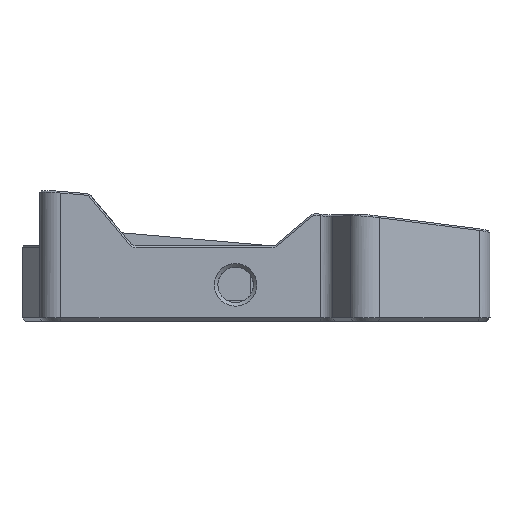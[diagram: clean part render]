
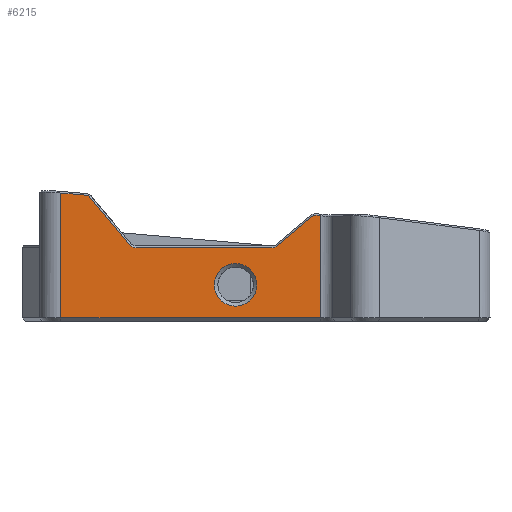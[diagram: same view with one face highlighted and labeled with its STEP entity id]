
A CAD part, left-side view. The second image highlights one B-rep face of the part: STEP entity #6215.
In plain terms, the highlighted planar face has unit normal (-1, 0, 0).
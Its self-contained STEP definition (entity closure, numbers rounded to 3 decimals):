
#71=FACE_BOUND('',#810,.T.);
#88=B_SPLINE_CURVE_WITH_KNOTS('',3,(#9019,#9020,#9021,#9022),
 .UNSPECIFIED.,.F.,.F.,(4,4),(0.887,0.898),
 .UNSPECIFIED.);
#89=B_SPLINE_CURVE_WITH_KNOTS('',3,(#9026,#9027,#9028,#9029),
 .UNSPECIFIED.,.F.,.F.,(4,4),(0.783,0.801),
 .UNSPECIFIED.);
#90=B_SPLINE_CURVE_WITH_KNOTS('',3,(#9031,#9032,#9033,#9034),
 .UNSPECIFIED.,.F.,.F.,(4,4),(0.801,1.571),
 .UNSPECIFIED.);
#91=B_SPLINE_CURVE_WITH_KNOTS('',3,(#9036,#9037,#9038,#9039),
 .UNSPECIFIED.,.F.,.F.,(4,4),(-4.317,-4.312),
 .UNSPECIFIED.);
#92=B_SPLINE_CURVE_WITH_KNOTS('',3,(#9051,#9052,#9053,#9054),
 .UNSPECIFIED.,.F.,.F.,(4,4),(0.544,0.549),
 .UNSPECIFIED.);
#93=B_SPLINE_CURVE_WITH_KNOTS('',3,(#9056,#9057,#9058,#9059),
 .UNSPECIFIED.,.F.,.F.,(4,4),(-1.571,-0.801),
 .UNSPECIFIED.);
#94=B_SPLINE_CURVE_WITH_KNOTS('',3,(#9061,#9062,#9063,#9064),
 .UNSPECIFIED.,.F.,.F.,(4,4),(-0.801,-0.783),
 .UNSPECIFIED.);
#168=PLANE('',#6607);
#438=FACE_OUTER_BOUND('',#809,.T.);
#809=EDGE_LOOP('',(#4247,#4248,#4249,#4250,#4251,#4252,#4253,#4254,#4255,
#4256,#4257,#4258,#4259,#4260,#4261,#4262,#4263));
#810=EDGE_LOOP('',(#4264));
#1197=LINE('',#9024,#1815);
#1198=LINE('',#9041,#1816);
#1199=LINE('',#9045,#1817);
#1200=LINE('',#9049,#1818);
#1201=LINE('',#9066,#1819);
#1202=LINE('',#9068,#1820);
#1203=LINE('',#9070,#1821);
#1204=LINE('',#9071,#1822);
#1815=VECTOR('',#7215,10.);
#1816=VECTOR('',#7216,10.);
#1817=VECTOR('',#7219,10.);
#1818=VECTOR('',#7222,10.);
#1819=VECTOR('',#7223,10.);
#1820=VECTOR('',#7224,10.);
#1821=VECTOR('',#7225,10.);
#1822=VECTOR('',#7226,10.);
#2431=CIRCLE('',#6599,6.);
#2438=CIRCLE('',#6608,2.5);
#2439=CIRCLE('',#6609,2.5);
#2679=VERTEX_POINT('',#8999);
#2686=VERTEX_POINT('',#9017);
#2687=VERTEX_POINT('',#9018);
#2688=VERTEX_POINT('',#9023);
#2689=VERTEX_POINT('',#9025);
#2690=VERTEX_POINT('',#9030);
#2691=VERTEX_POINT('',#9035);
#2692=VERTEX_POINT('',#9040);
#2693=VERTEX_POINT('',#9042);
#2694=VERTEX_POINT('',#9044);
#2695=VERTEX_POINT('',#9046);
#2696=VERTEX_POINT('',#9048);
#2697=VERTEX_POINT('',#9050);
#2698=VERTEX_POINT('',#9055);
#2699=VERTEX_POINT('',#9060);
#2700=VERTEX_POINT('',#9065);
#2701=VERTEX_POINT('',#9067);
#2702=VERTEX_POINT('',#9069);
#3276=EDGE_CURVE('',#2679,#2679,#2431,.T.);
#3285=EDGE_CURVE('',#2686,#2687,#88,.T.);
#3286=EDGE_CURVE('',#2687,#2688,#1197,.T.);
#3287=EDGE_CURVE('',#2688,#2689,#89,.T.);
#3288=EDGE_CURVE('',#2689,#2690,#90,.T.);
#3289=EDGE_CURVE('',#2690,#2691,#91,.T.);
#3290=EDGE_CURVE('',#2691,#2692,#1198,.T.);
#3291=EDGE_CURVE('',#2692,#2693,#2438,.T.);
#3292=EDGE_CURVE('',#2693,#2694,#1199,.T.);
#3293=EDGE_CURVE('',#2694,#2695,#2439,.T.);
#3294=EDGE_CURVE('',#2695,#2696,#1200,.T.);
#3295=EDGE_CURVE('',#2696,#2697,#92,.T.);
#3296=EDGE_CURVE('',#2697,#2698,#93,.T.);
#3297=EDGE_CURVE('',#2698,#2699,#94,.T.);
#3298=EDGE_CURVE('',#2699,#2700,#1201,.T.);
#3299=EDGE_CURVE('',#2700,#2701,#1202,.T.);
#3300=EDGE_CURVE('',#2701,#2702,#1203,.T.);
#3301=EDGE_CURVE('',#2702,#2686,#1204,.T.);
#4247=ORIENTED_EDGE('',*,*,#3285,.T.);
#4248=ORIENTED_EDGE('',*,*,#3286,.T.);
#4249=ORIENTED_EDGE('',*,*,#3287,.T.);
#4250=ORIENTED_EDGE('',*,*,#3288,.T.);
#4251=ORIENTED_EDGE('',*,*,#3289,.T.);
#4252=ORIENTED_EDGE('',*,*,#3290,.T.);
#4253=ORIENTED_EDGE('',*,*,#3291,.T.);
#4254=ORIENTED_EDGE('',*,*,#3292,.T.);
#4255=ORIENTED_EDGE('',*,*,#3293,.T.);
#4256=ORIENTED_EDGE('',*,*,#3294,.T.);
#4257=ORIENTED_EDGE('',*,*,#3295,.T.);
#4258=ORIENTED_EDGE('',*,*,#3296,.T.);
#4259=ORIENTED_EDGE('',*,*,#3297,.T.);
#4260=ORIENTED_EDGE('',*,*,#3298,.T.);
#4261=ORIENTED_EDGE('',*,*,#3299,.T.);
#4262=ORIENTED_EDGE('',*,*,#3300,.T.);
#4263=ORIENTED_EDGE('',*,*,#3301,.T.);
#4264=ORIENTED_EDGE('',*,*,#3276,.F.);
#6215=ADVANCED_FACE('',(#438,#71),#168,.F.);
#6599=AXIS2_PLACEMENT_3D('',#9000,#7195,#7196);
#6607=AXIS2_PLACEMENT_3D('',#9016,#7213,#7214);
#6608=AXIS2_PLACEMENT_3D('',#9043,#7217,#7218);
#6609=AXIS2_PLACEMENT_3D('',#9047,#7220,#7221);
#7195=DIRECTION('center_axis',(-1.,0.,0.));
#7196=DIRECTION('ref_axis',(0.,1.,0.));
#7213=DIRECTION('center_axis',(1.,0.,0.));
#7214=DIRECTION('ref_axis',(0.,-1.,0.));
#7215=DIRECTION('',(0.,0.996,0.087));
#7216=DIRECTION('',(0.,0.766,-0.643));
#7217=DIRECTION('center_axis',(1.,0.,0.));
#7218=DIRECTION('ref_axis',(0.,-0.342,-0.94));
#7219=DIRECTION('',(0.,1.,0.));
#7220=DIRECTION('center_axis',(1.,0.,0.));
#7221=DIRECTION('ref_axis',(0.,0.423,-0.906));
#7222=DIRECTION('',(0.,0.643,0.766));
#7223=DIRECTION('',(0.,0.996,0.087));
#7224=DIRECTION('',(0.,0.,-1.));
#7225=DIRECTION('',(0.,-1.,0.));
#7226=DIRECTION('',(0.,0.,1.));
#8999=CARTESIAN_POINT('',(6.76,-61.281,1.003));
#9000=CARTESIAN_POINT('Origin',(6.76,-55.281,1.003));
#9016=CARTESIAN_POINT('Origin',(6.76,-0.021,-1.5));
#9017=CARTESIAN_POINT('',(6.76,-79.175,20.514));
#9018=CARTESIAN_POINT('',(6.76,-79.132,20.518));
#9019=CARTESIAN_POINT('Ctrl Pts',(6.76,-79.175,20.514));
#9020=CARTESIAN_POINT('Ctrl Pts',(6.76,-79.161,20.515));
#9021=CARTESIAN_POINT('Ctrl Pts',(6.76,-79.146,20.517));
#9022=CARTESIAN_POINT('Ctrl Pts',(6.76,-79.132,20.518));
#9023=CARTESIAN_POINT('',(6.76,-77.969,20.62));
#9024=CARTESIAN_POINT('',(6.76,-32.46,24.611));
#9025=CARTESIAN_POINT('',(6.76,-77.943,20.622));
#9026=CARTESIAN_POINT('Ctrl Pts',(6.76,-77.969,20.62));
#9027=CARTESIAN_POINT('Ctrl Pts',(6.76,-77.961,20.621));
#9028=CARTESIAN_POINT('Ctrl Pts',(6.76,-77.952,20.621));
#9029=CARTESIAN_POINT('Ctrl Pts',(6.76,-77.943,20.622));
#9030=CARTESIAN_POINT('',(6.76,-76.864,20.271));
#9031=CARTESIAN_POINT('Ctrl Pts',(6.76,-77.943,20.622));
#9032=CARTESIAN_POINT('Ctrl Pts',(6.76,-77.558,20.649));
#9033=CARTESIAN_POINT('Ctrl Pts',(6.76,-77.162,20.52));
#9034=CARTESIAN_POINT('Ctrl Pts',(6.76,-76.864,20.271));
#9035=CARTESIAN_POINT('',(6.76,-76.827,20.239));
#9036=CARTESIAN_POINT('Ctrl Pts',(6.76,-76.864,20.271));
#9037=CARTESIAN_POINT('Ctrl Pts',(6.76,-76.852,20.26));
#9038=CARTESIAN_POINT('Ctrl Pts',(6.76,-76.839,20.25));
#9039=CARTESIAN_POINT('Ctrl Pts',(6.76,-76.827,20.239));
#9040=CARTESIAN_POINT('',(6.76,-67.104,12.085));
#9041=CARTESIAN_POINT('',(6.76,-43.791,-7.469));
#9042=CARTESIAN_POINT('',(6.76,-65.498,11.5));
#9043=CARTESIAN_POINT('Origin',(6.76,-65.498,14.));
#9044=CARTESIAN_POINT('',(6.76,-27.28,11.5));
#9045=CARTESIAN_POINT('',(6.76,-13.184,11.5));
#9046=CARTESIAN_POINT('',(6.76,-25.365,12.393));
#9047=CARTESIAN_POINT('Origin',(6.76,-27.28,14.));
#9048=CARTESIAN_POINT('',(6.76,-14.175,25.734));
#9049=CARTESIAN_POINT('',(6.76,-17.673,21.564));
#9050=CARTESIAN_POINT('',(6.76,-14.144,25.772));
#9051=CARTESIAN_POINT('Ctrl Pts',(6.76,-14.175,25.734));
#9052=CARTESIAN_POINT('Ctrl Pts',(6.76,-14.165,25.746));
#9053=CARTESIAN_POINT('Ctrl Pts',(6.76,-14.154,25.759));
#9054=CARTESIAN_POINT('Ctrl Pts',(6.76,-14.144,25.772));
#9055=CARTESIAN_POINT('',(6.76,-13.143,26.305));
#9056=CARTESIAN_POINT('Ctrl Pts',(6.76,-14.144,25.772));
#9057=CARTESIAN_POINT('Ctrl Pts',(6.76,-13.894,26.069));
#9058=CARTESIAN_POINT('Ctrl Pts',(6.76,-13.527,26.264));
#9059=CARTESIAN_POINT('Ctrl Pts',(6.76,-13.143,26.305));
#9060=CARTESIAN_POINT('',(6.76,-13.116,26.308));
#9061=CARTESIAN_POINT('Ctrl Pts',(6.76,-13.143,26.305));
#9062=CARTESIAN_POINT('Ctrl Pts',(6.76,-13.134,26.306));
#9063=CARTESIAN_POINT('Ctrl Pts',(6.76,-13.125,26.307));
#9064=CARTESIAN_POINT('Ctrl Pts',(6.76,-13.116,26.308));
#9065=CARTESIAN_POINT('',(6.76,-6.021,26.93));
#9066=CARTESIAN_POINT('',(6.76,-32.46,24.611));
#9067=CARTESIAN_POINT('',(6.76,-6.021,-8.3));
#9068=CARTESIAN_POINT('',(6.76,-6.021,-1.5));
#9069=CARTESIAN_POINT('',(6.76,-79.175,-8.3));
#9070=CARTESIAN_POINT('',(6.76,-31.016,-8.3));
#9071=CARTESIAN_POINT('',(6.76,-79.175,-1.5));
